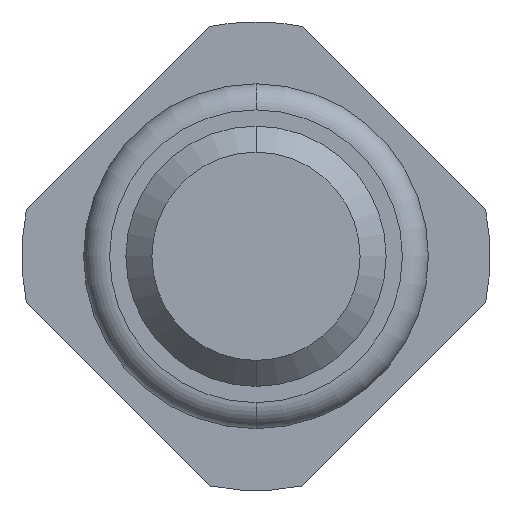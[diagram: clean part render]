
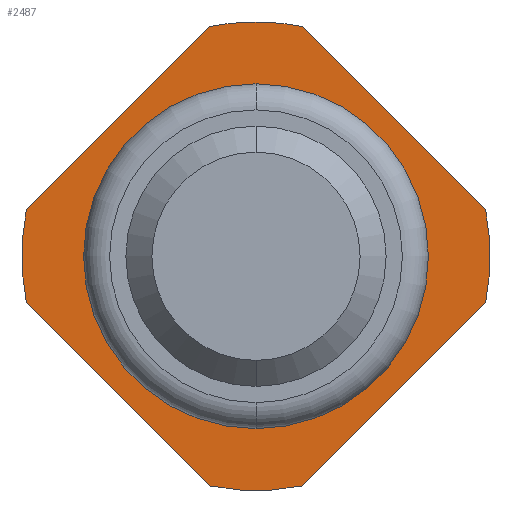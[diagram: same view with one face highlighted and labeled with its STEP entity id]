
A CAD part, front view. The second image highlights one B-rep face of the part: STEP entity #2487.
In plain terms, the highlighted planar face has unit normal (0, -1, 0).
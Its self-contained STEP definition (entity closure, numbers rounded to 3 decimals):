
#18 = EDGE_CURVE ( 'Defeature ausgef�hrt3_1+Defeature ausgef�hrt3_0+Defeature ausgef�hrt3_18+Defeature ausgef�hrt3_15', #2134, #267, #3594, .T. ) ;
#41 = DIRECTION ( 'NONE',  ( 0., 0., 1. ) ) ;
#223 = CARTESIAN_POINT ( 'NONE',  ( 0., -2., -1.325 ) ) ;
#253 = DIRECTION ( 'NONE',  ( 0., 0., 1. ) ) ;
#267 = VERTEX_POINT ( 'NONE', #1095 ) ;
#278 = ORIENTED_EDGE ( 'NONE', *, *, #3262, .F. ) ;
#307 = DIRECTION ( 'NONE',  ( 0., 1., 0. ) ) ;
#342 = VECTOR ( 'NONE', #1115, 1000. ) ;
#549 = ORIENTED_EDGE ( 'NONE', *, *, #2590, .F. ) ;
#591 = EDGE_CURVE ( 'Defeature ausgef�hrt3_17+Defeature ausgef�hrt3_0+Defeature ausgef�hrt3_3+Defeature ausgef�hrt3_2', #3804, #3737, #2741, .T. ) ;
#606 = EDGE_CURVE ( 'Defeature ausgef�hrt3_4+Defeature ausgef�hrt3_0+Defeature ausgef�hrt3_15+Defeature ausgef�hrt3_16', #2676, #3734, #2783, .T. ) ;
#669 = CARTESIAN_POINT ( 'NONE',  ( -0.161, -2., 1.961 ) ) ;
#680 = EDGE_CURVE ( 'Defeature ausgef�hrt3_3+Defeature ausgef�hrt3_0+Defeature ausgef�hrt3_16+Defeature ausgef�hrt3_17', #1088, #3804, #1900, .T. ) ;
#787 = AXIS2_PLACEMENT_3D ( 'NONE', #3022, #1435, #3345 ) ;
#809 = VECTOR ( 'NONE', #2655, 1000. ) ;
#862 = EDGE_CURVE ( 'Defeature ausgef�hrt3_2+Defeature ausgef�hrt3_0+Defeature ausgef�hrt3_17+Defeature ausgef�hrt3_18', #926, #3265, #2066, .T. ) ;
#870 = CIRCLE ( 'NONE', #2130, 1.8 ) ;
#926 = VERTEX_POINT ( 'NONE', #2599 ) ;
#1010 = CARTESIAN_POINT ( 'NONE',  ( 0., -2., 0. ) ) ;
#1041 = ORIENTED_EDGE ( 'NONE', *, *, #1339, .F. ) ;
#1088 = VERTEX_POINT ( 'NONE', #2405 ) ;
#1095 = CARTESIAN_POINT ( 'NONE',  ( 1.764, -2., -0.357 ) ) ;
#1115 = DIRECTION ( 'NONE',  ( -0.707, 0., 0.707 ) ) ;
#1178 = ORIENTED_EDGE ( 'NONE', *, *, #18, .F. ) ;
#1225 = AXIS2_PLACEMENT_3D ( 'NONE', #1316, #2764, #2446 ) ;
#1236 = EDGE_CURVE ( 'Defeature ausgef�hrt3_0+Defeature ausgef�hrt3_12+Defeature ausgef�hrt3_12+Defeature ausgef�hrt3_12', #2836, #3261, #1656, .T. ) ;
#1240 = CARTESIAN_POINT ( 'NONE',  ( 0., -2., 0. ) ) ;
#1252 = DIRECTION ( 'NONE',  ( 0., 0., 1. ) ) ;
#1295 = FACE_OUTER_BOUND ( 'NONE', #3319, .T. ) ;
#1308 = DIRECTION ( 'NONE',  ( 0., 1., 0. ) ) ;
#1316 = CARTESIAN_POINT ( 'NONE',  ( 0., -2., 0. ) ) ;
#1339 = EDGE_CURVE ( 'Defeature ausgef�hrt3_2+Defeature ausgef�hrt3_0+Defeature ausgef�hrt3_17+Defeature ausgef�hrt3_18', #3737, #926, #870, .T. ) ;
#1344 = CARTESIAN_POINT ( 'NONE',  ( 0., -2., 1.325 ) ) ;
#1435 = DIRECTION ( 'NONE',  ( 0., 1., 0. ) ) ;
#1449 = CIRCLE ( 'NONE', #1225, 1.325 ) ;
#1548 = DIRECTION ( 'NONE',  ( 0., 1., 0. ) ) ;
#1564 = CARTESIAN_POINT ( 'NONE',  ( -0.161, -2., -1.961 ) ) ;
#1656 = CIRCLE ( 'NONE', #787, 1.325 ) ;
#1794 = CARTESIAN_POINT ( 'NONE',  ( 0., -2., 0. ) ) ;
#1869 = ORIENTED_EDGE ( 'NONE', *, *, #680, .F. ) ;
#1885 = CARTESIAN_POINT ( 'NONE',  ( 0., -2., 0. ) ) ;
#1900 = CIRCLE ( 'NONE', #3040, 1.8 ) ;
#1959 = VECTOR ( 'NONE', #2212, 1000. ) ;
#1997 = ORIENTED_EDGE ( 'NONE', *, *, #606, .F. ) ;
#2045 = LINE ( 'NONE', #1564, #342 ) ;
#2046 = VECTOR ( 'NONE', #3405, 1000. ) ;
#2066 = CIRCLE ( 'NONE', #2294, 1.8 ) ;
#2069 = ORIENTED_EDGE ( 'NONE', *, *, #3640, .F. ) ;
#2130 = AXIS2_PLACEMENT_3D ( 'NONE', #1794, #3074, #3995 ) ;
#2134 = VERTEX_POINT ( 'NONE', #2374 ) ;
#2163 = DIRECTION ( 'NONE',  ( 0., 1., 0. ) ) ;
#2189 = CARTESIAN_POINT ( 'NONE',  ( 0.357, -2., -1.764 ) ) ;
#2194 = DIRECTION ( 'NONE',  ( 0., 0., 1. ) ) ;
#2212 = DIRECTION ( 'NONE',  ( 0.707, 0., 0.707 ) ) ;
#2293 = EDGE_LOOP ( 'NONE', ( #2565, #3150 ) ) ;
#2294 = AXIS2_PLACEMENT_3D ( 'NONE', #1240, #1548, #3752 ) ;
#2374 = CARTESIAN_POINT ( 'NONE',  ( 1.764, -2., 0.357 ) ) ;
#2405 = CARTESIAN_POINT ( 'NONE',  ( -1.764, -2., -0.357 ) ) ;
#2408 = CARTESIAN_POINT ( 'NONE',  ( 0., -2., 0. ) ) ;
#2437 = EDGE_CURVE ( 'Defeature ausgef�hrt3_0+Defeature ausgef�hrt3_12+Defeature ausgef�hrt3_12+Defeature ausgef�hrt3_12', #3261, #2836, #1449, .T. ) ;
#2446 = DIRECTION ( 'NONE',  ( 0., 0., 1. ) ) ;
#2487 = ADVANCED_FACE ( 'Defeature ausgef�hrt3_0', ( #2813, #1295 ), #2523, .F. ) ;
#2500 = CARTESIAN_POINT ( 'NONE',  ( -0.357, -2., -1.764 ) ) ;
#2523 = PLANE ( 'NONE',  #3416 ) ;
#2565 = ORIENTED_EDGE ( 'NONE', *, *, #1236, .T. ) ;
#2590 = EDGE_CURVE ( 'Defeature ausgef�hrt3_16+Defeature ausgef�hrt3_0+Defeature ausgef�hrt3_4+Defeature ausgef�hrt3_3', #3734, #1088, #2045, .T. ) ;
#2599 = CARTESIAN_POINT ( 'NONE',  ( 0., -2., 1.8 ) ) ;
#2655 = DIRECTION ( 'NONE',  ( 0.707, 0., -0.707 ) ) ;
#2676 = VERTEX_POINT ( 'NONE', #2189 ) ;
#2741 = LINE ( 'NONE', #669, #1959 ) ;
#2742 = CARTESIAN_POINT ( 'NONE',  ( 1.961, -2., 0.161 ) ) ;
#2764 = DIRECTION ( 'NONE',  ( 0., 1., 0. ) ) ;
#2783 = CIRCLE ( 'NONE', #2989, 1.8 ) ;
#2813 = FACE_BOUND ( 'NONE', #2293, .T. ) ;
#2836 = VERTEX_POINT ( 'NONE', #1344 ) ;
#2875 = CARTESIAN_POINT ( 'NONE',  ( -1.764, -2., 0.357 ) ) ;
#2989 = AXIS2_PLACEMENT_3D ( 'NONE', #1010, #307, #41 ) ;
#3022 = CARTESIAN_POINT ( 'NONE',  ( 0., -2., 0. ) ) ;
#3040 = AXIS2_PLACEMENT_3D ( 'NONE', #2408, #2163, #253 ) ;
#3074 = DIRECTION ( 'NONE',  ( 0., 1., 0. ) ) ;
#3083 = CARTESIAN_POINT ( 'NONE',  ( 1.961, -2., -0.161 ) ) ;
#3087 = AXIS2_PLACEMENT_3D ( 'NONE', #1885, #3468, #1252 ) ;
#3148 = CARTESIAN_POINT ( 'NONE',  ( -0.357, -2., 1.764 ) ) ;
#3150 = ORIENTED_EDGE ( 'NONE', *, *, #2437, .T. ) ;
#3172 = CARTESIAN_POINT ( 'NONE',  ( 1.8, -2., 0. ) ) ;
#3261 = VERTEX_POINT ( 'NONE', #223 ) ;
#3262 = EDGE_CURVE ( 'Defeature ausgef�hrt3_15+Defeature ausgef�hrt3_0+Defeature ausgef�hrt3_1+Defeature ausgef�hrt3_4', #267, #2676, #3994, .T. ) ;
#3265 = VERTEX_POINT ( 'NONE', #3386 ) ;
#3305 = ORIENTED_EDGE ( 'NONE', *, *, #862, .F. ) ;
#3319 = EDGE_LOOP ( 'NONE', ( #2069, #3305, #1041, #3459, #1869, #549, #1997, #278, #1178 ) ) ;
#3345 = DIRECTION ( 'NONE',  ( 0., 0., 1. ) ) ;
#3386 = CARTESIAN_POINT ( 'NONE',  ( 0.357, -2., 1.764 ) ) ;
#3405 = DIRECTION ( 'NONE',  ( -0.707, 0., -0.707 ) ) ;
#3416 = AXIS2_PLACEMENT_3D ( 'NONE', #3172, #1308, #2194 ) ;
#3459 = ORIENTED_EDGE ( 'NONE', *, *, #591, .F. ) ;
#3468 = DIRECTION ( 'NONE',  ( 0., 1., 0. ) ) ;
#3594 = CIRCLE ( 'NONE', #3087, 1.8 ) ;
#3640 = EDGE_CURVE ( 'Defeature ausgef�hrt3_18+Defeature ausgef�hrt3_0+Defeature ausgef�hrt3_2+Defeature ausgef�hrt3_1', #3265, #2134, #4039, .T. ) ;
#3734 = VERTEX_POINT ( 'NONE', #2500 ) ;
#3737 = VERTEX_POINT ( 'NONE', #3148 ) ;
#3752 = DIRECTION ( 'NONE',  ( 0., 0., 1. ) ) ;
#3804 = VERTEX_POINT ( 'NONE', #2875 ) ;
#3994 = LINE ( 'NONE', #3083, #2046 ) ;
#3995 = DIRECTION ( 'NONE',  ( 0., 0., 1. ) ) ;
#4039 = LINE ( 'NONE', #2742, #809 ) ;
